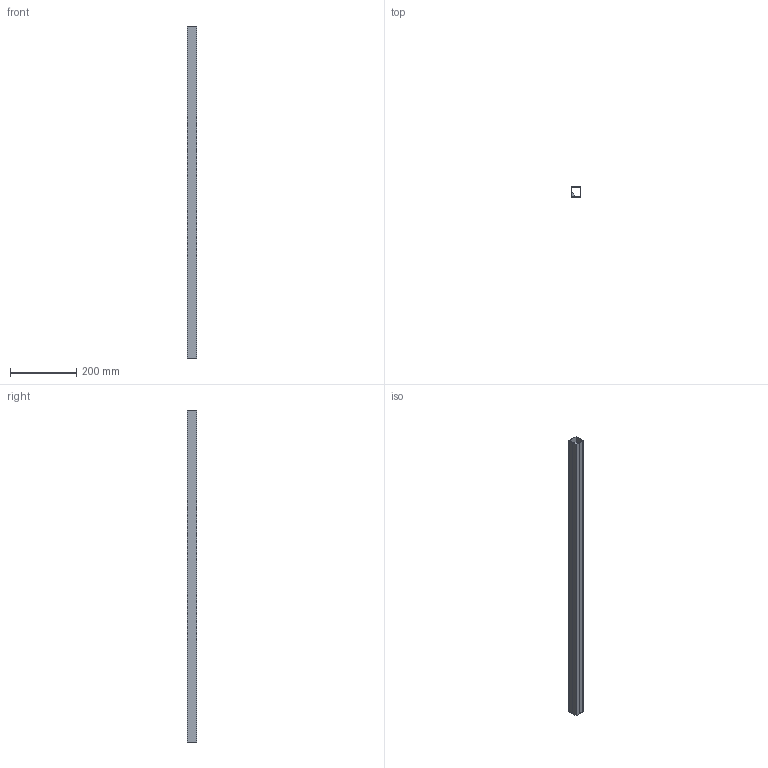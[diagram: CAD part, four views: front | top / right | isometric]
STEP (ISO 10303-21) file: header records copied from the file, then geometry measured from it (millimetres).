
FILE_DESCRIPTION(/* description */ (''),/* implementation_level */ '2;1');
FILE_NAME(/* name */ '3D_Corner_16.stp',/* time_stamp */ '2021-03-22T15:39:27+01:00',/* author */ ('sstotter'),/* organization */ (''),/* preprocessor_version */ 'ST-DEVELOPER v18.1',/* originating_system */ 'Autodesk Inventor 2021',/* authorisation */ '');
FILE_SCHEMA (('AUTOMOTIVE_DESIGN { 1 0 10303 214 3 1 1 }'));
Length unit declared in the file: millimetre
Products named in the file (1): UNE-028_100-006-013_30x30_90°-Winkel
Bounding box: 30 x 30 x 1000 mm (x, y, z)
Volume: 226761.4 mm3; surface area: 226569.3 mm2
Topology: 2 solids, 2 shells, 17 faces, 39 edges, 26 vertices
Faces by surface type: plane 17
Entity records: 507 total; most frequent: CARTESIAN_POINT 83, ORIENTED_EDGE 78, DIRECTION 75, LINE 39, VECTOR 39, EDGE_CURVE 39, VERTEX_POINT 26, AXIS2_PLACEMENT_3D 18
